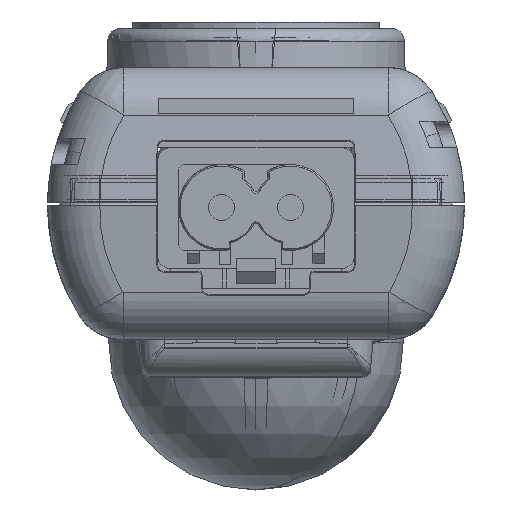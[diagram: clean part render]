
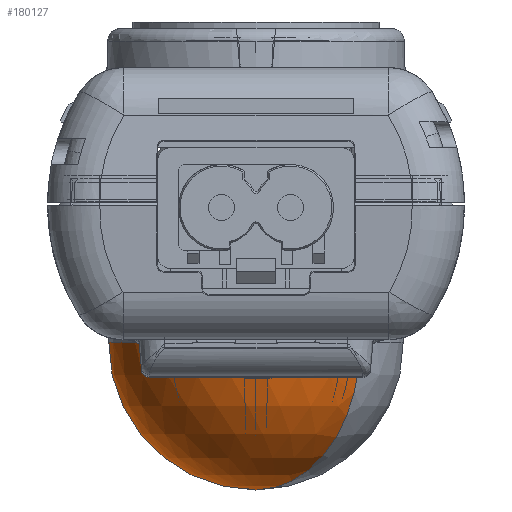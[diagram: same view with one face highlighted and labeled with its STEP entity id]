
A CAD part, left-side view. The second image highlights one B-rep face of the part: STEP entity #180127.
In plain terms, the highlighted spherical face has radius 11.35 mm.
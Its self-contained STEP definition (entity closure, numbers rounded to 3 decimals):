
#179409=CARTESIAN_POINT('',(0.,4.85,0.));
#179410=DIRECTION('',(0.,0.,-1.));
#179411=DIRECTION('',(-1.,0.,0.));
#179412=AXIS2_PLACEMENT_3D('',#179409,#179410,#179411);
#179425=CARTESIAN_POINT('',(0.,4.85,0.));
#179426=DIRECTION('',(0.,-1.,0.));
#179427=DIRECTION('',(-1.,0.,0.));
#179428=AXIS2_PLACEMENT_3D('',#179425,#179426,#179427);
#179433=CARTESIAN_POINT('',(0.,4.85,0.));
#179434=DIRECTION('',(0.,0.,1.));
#179435=DIRECTION('',(1.,0.,0.));
#179436=AXIS2_PLACEMENT_3D('',#179433,#179434,#179435);
#179620=CARTESIAN_POINT('',(-11.35,4.85,0.));
#179621=VERTEX_POINT('',#179620);
#179622=CARTESIAN_POINT('',(11.35,4.85,0.));
#179623=VERTEX_POINT('',#179622);
#179624=CARTESIAN_POINT('',(0.,16.2,0.));
#179625=VERTEX_POINT('',#179624);
#180117=CARTESIAN_POINT('',(0.,4.85,0.));
#180118=DIRECTION('',(0.,-1.,0.));
#180119=DIRECTION('',(-1.,0.,0.));
#180120=AXIS2_PLACEMENT_3D('',#180117,#180118,#180119);
#180121=SPHERICAL_SURFACE('',#180120,11.35);
#180122=ORIENTED_EDGE('',*,*,#180109,.F.);
#180123=ORIENTED_EDGE('',*,*,#179877,.T.);
#180124=ORIENTED_EDGE('',*,*,#180111,.T.);
#180125=EDGE_LOOP('',(#180122,#180123,#180124));
#180126=FACE_OUTER_BOUND('',#180125,.F.);
#179413=CIRCLE('',#179412,11.35);
#179429=CIRCLE('',#179428,11.35);
#179437=CIRCLE('',#179436,11.35);
#179877=EDGE_CURVE('',#179621,#179623,#179429,.T.);
#180109=EDGE_CURVE('',#179621,#179625,#179413,.T.);
#180111=EDGE_CURVE('',#179623,#179625,#179437,.T.);
#180127=ADVANCED_FACE('',(#180126),#180121,.T.);
